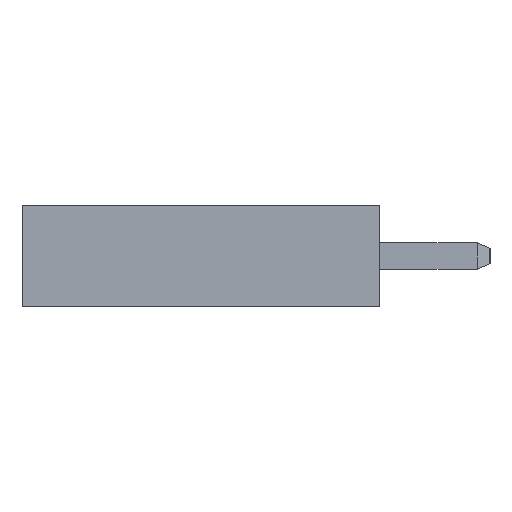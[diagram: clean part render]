
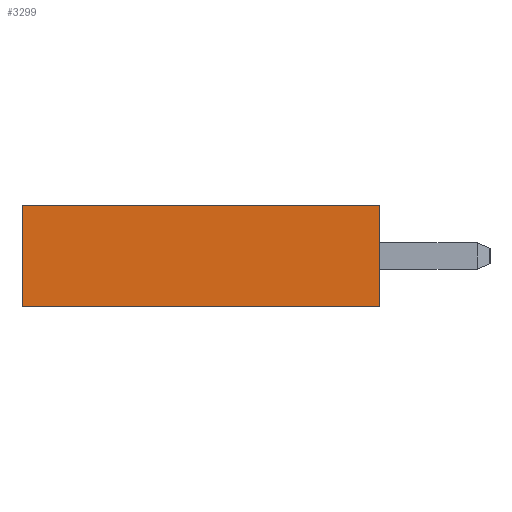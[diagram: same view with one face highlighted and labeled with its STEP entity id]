
A CAD part, left-side view. The second image highlights one B-rep face of the part: STEP entity #3299.
In plain terms, the highlighted planar face has unit normal (-1, 0, 0).
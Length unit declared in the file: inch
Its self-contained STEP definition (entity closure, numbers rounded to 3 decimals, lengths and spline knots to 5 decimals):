
#751=ORIENTED_EDGE('',*,*,#1360,.T.);
#752=ORIENTED_EDGE('',*,*,#1215,.F.);
#753=ORIENTED_EDGE('',*,*,#1379,.F.);
#754=ORIENTED_EDGE('',*,*,#1207,.T.);
#1207=EDGE_CURVE('',#1588,#1587,#1967,.T.);
#1215=EDGE_CURVE('',#1595,#1596,#1975,.T.);
#1360=EDGE_CURVE('',#1587,#1596,#2120,.T.);
#1379=EDGE_CURVE('',#1588,#1595,#2139,.T.);
#1587=VERTEX_POINT('',#4856);
#1588=VERTEX_POINT('',#4858);
#1595=VERTEX_POINT('',#4873);
#1596=VERTEX_POINT('',#4875);
#1967=LINE('',#4857,#2423);
#1975=LINE('',#4874,#2431);
#2120=LINE('',#5163,#2576);
#2139=LINE('',#5192,#2595);
#2423=VECTOR('',#3966,39.37008);
#2431=VECTOR('',#3976,39.37008);
#2576=VECTOR('',#4195,39.37008);
#2595=VECTOR('',#4234,39.37008);
#2759=EDGE_LOOP('',(#751,#752,#753,#754));
#2951=FACE_BOUND('',#2759,.T.);
#3134=PLANE('',#3491);
#3299=ADVANCED_FACE('',(#2951),#3134,.F.);
#3491=AXIS2_PLACEMENT_3D('',#5191,#4232,#4233);
#3966=DIRECTION('',(0.,-1.,0.));
#3976=DIRECTION('',(0.,-1.,0.));
#4195=DIRECTION('',(0.,0.,1.));
#4232=DIRECTION('',(1.,0.,0.));
#4233=DIRECTION('',(0.,0.,-1.));
#4234=DIRECTION('',(0.,0.,1.));
#4856=CARTESIAN_POINT('',(-0.46,0.,-0.0475));
#4857=CARTESIAN_POINT('',(-0.46,0.335,-0.0475));
#4858=CARTESIAN_POINT('',(-0.46,0.335,-0.0475));
#4873=CARTESIAN_POINT('',(-0.46,0.335,0.0475));
#4874=CARTESIAN_POINT('',(-0.46,0.335,0.0475));
#4875=CARTESIAN_POINT('',(-0.46,0.,0.0475));
#5163=CARTESIAN_POINT('',(-0.46,0.,-0.0475));
#5191=CARTESIAN_POINT('',(-0.46,0.335,-0.0475));
#5192=CARTESIAN_POINT('',(-0.46,0.335,-0.0475));
